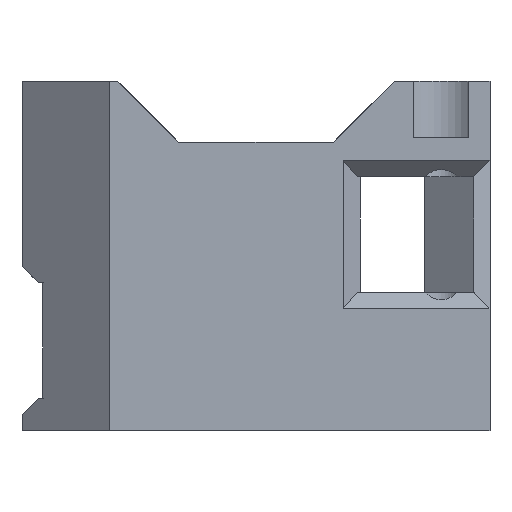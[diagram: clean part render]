
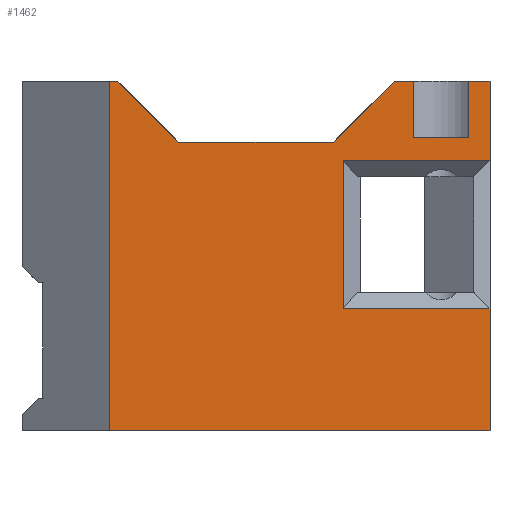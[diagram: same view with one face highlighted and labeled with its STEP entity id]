
A CAD part, left-side view. The second image highlights one B-rep face of the part: STEP entity #1462.
In plain terms, the highlighted planar face has unit normal (-1, 0, 0).
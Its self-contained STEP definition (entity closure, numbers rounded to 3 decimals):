
#107=FACE_OUTER_BOUND('',#186,.T.);
#186=EDGE_LOOP('',(#1028,#1029,#1030,#1031,#1032,#1033,#1034,#1035,#1036,
#1037,#1038,#1039,#1040,#1041,#1042,#1043));
#298=LINE('',#2184,#469);
#302=LINE('',#2194,#473);
#303=LINE('',#2196,#474);
#304=LINE('',#2198,#475);
#305=LINE('',#2200,#476);
#306=LINE('',#2202,#477);
#307=LINE('',#2204,#478);
#308=LINE('',#2206,#479);
#309=LINE('',#2208,#480);
#310=LINE('',#2210,#481);
#311=LINE('',#2212,#482);
#312=LINE('',#2214,#483);
#313=LINE('',#2216,#484);
#314=LINE('',#2218,#485);
#315=LINE('',#2220,#486);
#316=LINE('',#2221,#487);
#469=VECTOR('',#1755,10.);
#473=VECTOR('',#1763,10.);
#474=VECTOR('',#1764,10.);
#475=VECTOR('',#1765,10.);
#476=VECTOR('',#1766,10.);
#477=VECTOR('',#1767,10.);
#478=VECTOR('',#1768,10.);
#479=VECTOR('',#1769,10.);
#480=VECTOR('',#1770,10.);
#481=VECTOR('',#1771,10.);
#482=VECTOR('',#1772,10.);
#483=VECTOR('',#1773,10.);
#484=VECTOR('',#1774,10.);
#485=VECTOR('',#1775,10.);
#486=VECTOR('',#1776,10.);
#487=VECTOR('',#1777,10.);
#637=VERTEX_POINT('',#2181);
#638=VERTEX_POINT('',#2183);
#642=VERTEX_POINT('',#2193);
#643=VERTEX_POINT('',#2195);
#644=VERTEX_POINT('',#2197);
#645=VERTEX_POINT('',#2199);
#646=VERTEX_POINT('',#2201);
#647=VERTEX_POINT('',#2203);
#648=VERTEX_POINT('',#2205);
#649=VERTEX_POINT('',#2207);
#650=VERTEX_POINT('',#2209);
#651=VERTEX_POINT('',#2211);
#652=VERTEX_POINT('',#2213);
#653=VERTEX_POINT('',#2215);
#654=VERTEX_POINT('',#2217);
#655=VERTEX_POINT('',#2219);
#788=EDGE_CURVE('',#637,#638,#298,.T.);
#793=EDGE_CURVE('',#638,#642,#302,.F.);
#794=EDGE_CURVE('',#643,#637,#303,.T.);
#795=EDGE_CURVE('',#643,#644,#304,.T.);
#796=EDGE_CURVE('',#644,#645,#305,.T.);
#797=EDGE_CURVE('',#645,#646,#306,.T.);
#798=EDGE_CURVE('',#646,#647,#307,.T.);
#799=EDGE_CURVE('',#647,#648,#308,.T.);
#800=EDGE_CURVE('',#648,#649,#309,.T.);
#801=EDGE_CURVE('',#649,#650,#310,.T.);
#802=EDGE_CURVE('',#650,#651,#311,.T.);
#803=EDGE_CURVE('',#651,#652,#312,.T.);
#804=EDGE_CURVE('',#653,#652,#313,.T.);
#805=EDGE_CURVE('',#654,#653,#314,.T.);
#806=EDGE_CURVE('',#654,#655,#315,.T.);
#807=EDGE_CURVE('',#642,#655,#316,.T.);
#1028=ORIENTED_EDGE('',*,*,#793,.F.);
#1029=ORIENTED_EDGE('',*,*,#788,.F.);
#1030=ORIENTED_EDGE('',*,*,#794,.F.);
#1031=ORIENTED_EDGE('',*,*,#795,.T.);
#1032=ORIENTED_EDGE('',*,*,#796,.T.);
#1033=ORIENTED_EDGE('',*,*,#797,.T.);
#1034=ORIENTED_EDGE('',*,*,#798,.T.);
#1035=ORIENTED_EDGE('',*,*,#799,.T.);
#1036=ORIENTED_EDGE('',*,*,#800,.T.);
#1037=ORIENTED_EDGE('',*,*,#801,.T.);
#1038=ORIENTED_EDGE('',*,*,#802,.T.);
#1039=ORIENTED_EDGE('',*,*,#803,.T.);
#1040=ORIENTED_EDGE('',*,*,#804,.F.);
#1041=ORIENTED_EDGE('',*,*,#805,.F.);
#1042=ORIENTED_EDGE('',*,*,#806,.T.);
#1043=ORIENTED_EDGE('',*,*,#807,.F.);
#1401=PLANE('',#1572);
#1462=ADVANCED_FACE('',(#107),#1401,.F.);
#1572=AXIS2_PLACEMENT_3D('',#2192,#1761,#1762);
#1755=DIRECTION('',(0.,1.,0.));
#1761=DIRECTION('center_axis',(1.,0.,0.));
#1762=DIRECTION('ref_axis',(0.,0.,1.));
#1763=DIRECTION('',(0.,0.,1.));
#1764=DIRECTION('',(0.,0.,-1.));
#1765=DIRECTION('',(0.,1.,0.));
#1766=DIRECTION('',(0.,0.,-1.));
#1767=DIRECTION('',(0.,1.,0.));
#1768=DIRECTION('',(0.,0.,1.));
#1769=DIRECTION('',(0.,1.,0.));
#1770=DIRECTION('',(0.,0.707,-0.707));
#1771=DIRECTION('',(0.,1.,0.));
#1772=DIRECTION('',(0.,0.707,0.707));
#1773=DIRECTION('',(0.,1.,0.));
#1774=DIRECTION('',(0.,0.,1.));
#1775=DIRECTION('',(0.,1.,0.));
#1776=DIRECTION('',(0.,0.,1.));
#1777=DIRECTION('',(0.,-1.,0.));
#2181=CARTESIAN_POINT('',(20.325,-28.75,47.25));
#2183=CARTESIAN_POINT('',(20.325,-10.69,47.25));
#2184=CARTESIAN_POINT('',(20.325,3.517,47.25));
#2192=CARTESIAN_POINT('Origin',(20.325,7.034,22.6));
#2193=CARTESIAN_POINT('',(20.325,-10.69,29.));
#2194=CARTESIAN_POINT('',(20.325,-10.69,22.6));
#2195=CARTESIAN_POINT('',(20.325,-28.75,57.));
#2196=CARTESIAN_POINT('',(20.325,-28.75,57.));
#2197=CARTESIAN_POINT('',(20.325,-26.14,57.));
#2198=CARTESIAN_POINT('',(20.325,-14.375,57.));
#2199=CARTESIAN_POINT('',(20.325,-26.14,50.));
#2200=CARTESIAN_POINT('',(20.325,-26.14,50.));
#2201=CARTESIAN_POINT('',(20.325,-19.36,50.));
#2202=CARTESIAN_POINT('',(20.325,-14.375,50.));
#2203=CARTESIAN_POINT('',(20.325,-19.36,57.));
#2204=CARTESIAN_POINT('',(20.325,-19.36,50.));
#2205=CARTESIAN_POINT('',(20.325,-17.,57.));
#2206=CARTESIAN_POINT('',(20.325,-14.375,57.));
#2207=CARTESIAN_POINT('',(20.325,-9.5,49.5));
#2208=CARTESIAN_POINT('',(20.325,-17.438,57.438));
#2209=CARTESIAN_POINT('',(20.325,9.5,49.5));
#2210=CARTESIAN_POINT('',(20.325,-14.375,49.5));
#2211=CARTESIAN_POINT('',(20.325,17.,57.));
#2212=CARTESIAN_POINT('',(20.325,0.562,40.563));
#2213=CARTESIAN_POINT('',(20.325,18.,57.));
#2214=CARTESIAN_POINT('',(20.325,-14.375,57.));
#2215=CARTESIAN_POINT('',(20.325,18.,14.));
#2216=CARTESIAN_POINT('',(20.325,18.,39.8));
#2217=CARTESIAN_POINT('',(20.325,-28.75,14.));
#2218=CARTESIAN_POINT('',(20.325,7.392,14.));
#2219=CARTESIAN_POINT('',(20.325,-28.75,29.));
#2220=CARTESIAN_POINT('',(20.325,-28.75,31.));
#2221=CARTESIAN_POINT('',(20.325,3.517,29.));
